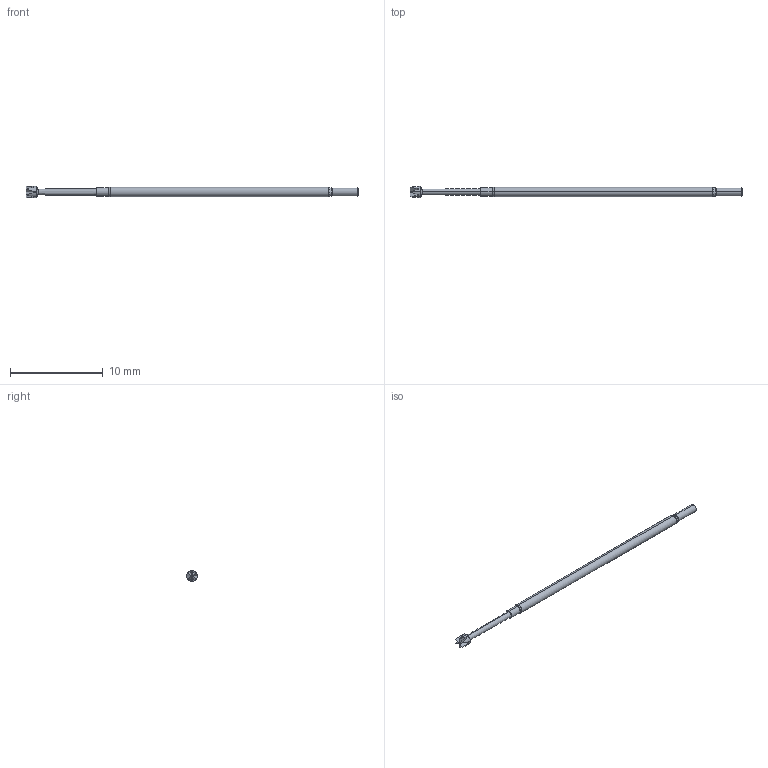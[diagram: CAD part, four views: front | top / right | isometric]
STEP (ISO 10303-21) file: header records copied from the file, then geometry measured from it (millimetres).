
FILE_DESCRIPTION (( 'STEP AP214' ), '1' );
FILE_NAME ('X50-PRP2516_.STEP', '2016-04-05T11:50:48', ( 'spare' ), ( '' ), 'SwSTEP 2.0', 'SolidWorks 2016', '' );
FILE_SCHEMA (( 'AUTOMOTIVE_DESIGN' ));
Length unit declared in the file: inch
Products named in the file (1): X50-PRP2516_
Bounding box: 35.81 x 1.19 x 1.19 mm (x, y, z)
Volume: 25.3 mm3; surface area: 109.5 mm2
Topology: 1 solids, 1 shells, 49 faces, 114 edges, 68 vertices
Faces by surface type: cone 24, cylinder 14, torus 8, plane 3
Entity records: 2101 total; most frequent: CARTESIAN_POINT 322, DIRECTION 242, ORIENTED_EDGE 228, EDGE_CURVE 114, AXIS2_PLACEMENT_3D 108, VERTEX_POINT 68, CIRCLE 58, UNCERTAINTY_MEASURE_WITH_UNIT 52
